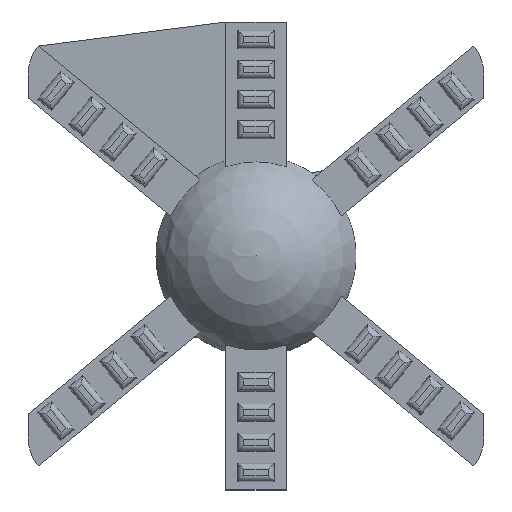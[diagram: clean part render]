
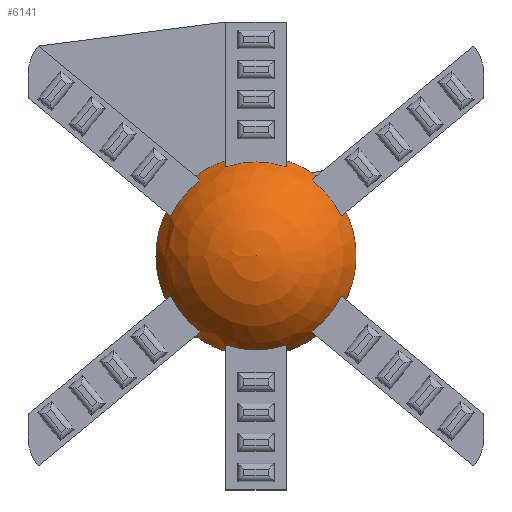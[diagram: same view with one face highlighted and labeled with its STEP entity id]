
A CAD part, top view. The second image highlights one B-rep face of the part: STEP entity #6141.
In plain terms, the highlighted spherical face has radius 22.86 mm.
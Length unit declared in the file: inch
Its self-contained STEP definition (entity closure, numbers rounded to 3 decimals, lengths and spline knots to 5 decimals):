
#15=SPHERICAL_SURFACE('',#6627,0.9);
#519=FACE_OUTER_BOUND('',#956,.T.);
#956=EDGE_LOOP('',(#4407,#4408,#4409,#4410,#4411,#4412,#4413,#4414,#4415,
#4416,#4417,#4418,#4419,#4420,#4421,#4422,#4423,#4424,#4425,#4426,#4427,
#4428,#4429,#4430,#4431,#4432,#4433));
#1395=CIRCLE('',#6506,0.8791);
#1396=CIRCLE('',#6508,0.77942);
#1435=CIRCLE('',#6626,0.8791);
#1436=CIRCLE('',#6628,0.82916);
#1437=CIRCLE('',#6629,0.86458);
#1438=CIRCLE('',#6630,0.77942);
#1439=CIRCLE('',#6631,0.86458);
#1440=CIRCLE('',#6632,0.82916);
#1441=CIRCLE('',#6633,0.8791);
#1442=CIRCLE('',#6634,0.77942);
#1443=CIRCLE('',#6635,0.8791);
#1444=CIRCLE('',#6636,0.82916);
#1445=CIRCLE('',#6637,0.9);
#1446=CIRCLE('',#6638,0.82916);
#1447=CIRCLE('',#6639,0.8791);
#1448=CIRCLE('',#6640,0.77942);
#1449=CIRCLE('',#6641,0.8791);
#1450=CIRCLE('',#6642,0.82916);
#1451=CIRCLE('',#6643,0.86458);
#1452=CIRCLE('',#6644,0.77942);
#1453=CIRCLE('',#6645,0.86458);
#1454=CIRCLE('',#6646,0.82916);
#1455=CIRCLE('',#6647,0.8791);
#1456=CIRCLE('',#6648,0.77942);
#1457=CIRCLE('',#6649,0.8791);
#1458=CIRCLE('',#6650,0.82916);
#2706=VERTEX_POINT('',#9346);
#2707=VERTEX_POINT('',#9348);
#2709=VERTEX_POINT('',#9354);
#2794=VERTEX_POINT('',#9746);
#2795=VERTEX_POINT('',#9750);
#2796=VERTEX_POINT('',#9752);
#2797=VERTEX_POINT('',#9754);
#2798=VERTEX_POINT('',#9756);
#2799=VERTEX_POINT('',#9758);
#2800=VERTEX_POINT('',#9760);
#2801=VERTEX_POINT('',#9762);
#2802=VERTEX_POINT('',#9764);
#2803=VERTEX_POINT('',#9766);
#2804=VERTEX_POINT('',#9768);
#2805=VERTEX_POINT('',#9770);
#2806=VERTEX_POINT('',#9772);
#2807=VERTEX_POINT('',#9774);
#2808=VERTEX_POINT('',#9776);
#2809=VERTEX_POINT('',#9778);
#2810=VERTEX_POINT('',#9780);
#2811=VERTEX_POINT('',#9782);
#2812=VERTEX_POINT('',#9784);
#2813=VERTEX_POINT('',#9786);
#2814=VERTEX_POINT('',#9788);
#2815=VERTEX_POINT('',#9790);
#2816=VERTEX_POINT('',#9792);
#3252=EDGE_CURVE('',#2707,#2706,#1395,.T.);
#3256=EDGE_CURVE('',#2706,#2709,#1396,.T.);
#3391=EDGE_CURVE('',#2709,#2794,#1435,.T.);
#3393=EDGE_CURVE('',#2794,#2795,#1436,.T.);
#3394=EDGE_CURVE('',#2796,#2795,#1437,.T.);
#3395=EDGE_CURVE('',#2797,#2796,#1438,.T.);
#3396=EDGE_CURVE('',#2798,#2797,#1439,.T.);
#3397=EDGE_CURVE('',#2798,#2799,#1440,.T.);
#3398=EDGE_CURVE('',#2799,#2800,#1441,.T.);
#3399=EDGE_CURVE('',#2800,#2801,#1442,.T.);
#3400=EDGE_CURVE('',#2801,#2802,#1443,.T.);
#3401=EDGE_CURVE('',#2802,#2803,#1444,.T.);
#3402=EDGE_CURVE('',#2804,#2803,#1445,.T.);
#3403=EDGE_CURVE('',#2803,#2805,#1446,.T.);
#3404=EDGE_CURVE('',#2806,#2805,#1447,.T.);
#3405=EDGE_CURVE('',#2807,#2806,#1448,.T.);
#3406=EDGE_CURVE('',#2808,#2807,#1449,.T.);
#3407=EDGE_CURVE('',#2808,#2809,#1450,.T.);
#3408=EDGE_CURVE('',#2810,#2809,#1451,.T.);
#3409=EDGE_CURVE('',#2811,#2810,#1452,.T.);
#3410=EDGE_CURVE('',#2812,#2811,#1453,.T.);
#3411=EDGE_CURVE('',#2812,#2813,#1454,.T.);
#3412=EDGE_CURVE('',#2813,#2814,#1455,.T.);
#3413=EDGE_CURVE('',#2814,#2815,#1456,.T.);
#3414=EDGE_CURVE('',#2815,#2816,#1457,.T.);
#3415=EDGE_CURVE('',#2816,#2707,#1458,.T.);
#4407=ORIENTED_EDGE('',*,*,#3252,.T.);
#4408=ORIENTED_EDGE('',*,*,#3256,.T.);
#4409=ORIENTED_EDGE('',*,*,#3391,.T.);
#4410=ORIENTED_EDGE('',*,*,#3393,.T.);
#4411=ORIENTED_EDGE('',*,*,#3394,.F.);
#4412=ORIENTED_EDGE('',*,*,#3395,.F.);
#4413=ORIENTED_EDGE('',*,*,#3396,.F.);
#4414=ORIENTED_EDGE('',*,*,#3397,.T.);
#4415=ORIENTED_EDGE('',*,*,#3398,.T.);
#4416=ORIENTED_EDGE('',*,*,#3399,.T.);
#4417=ORIENTED_EDGE('',*,*,#3400,.T.);
#4418=ORIENTED_EDGE('',*,*,#3401,.T.);
#4419=ORIENTED_EDGE('',*,*,#3402,.F.);
#4420=ORIENTED_EDGE('',*,*,#3402,.T.);
#4421=ORIENTED_EDGE('',*,*,#3403,.T.);
#4422=ORIENTED_EDGE('',*,*,#3404,.F.);
#4423=ORIENTED_EDGE('',*,*,#3405,.F.);
#4424=ORIENTED_EDGE('',*,*,#3406,.F.);
#4425=ORIENTED_EDGE('',*,*,#3407,.T.);
#4426=ORIENTED_EDGE('',*,*,#3408,.F.);
#4427=ORIENTED_EDGE('',*,*,#3409,.F.);
#4428=ORIENTED_EDGE('',*,*,#3410,.F.);
#4429=ORIENTED_EDGE('',*,*,#3411,.T.);
#4430=ORIENTED_EDGE('',*,*,#3412,.T.);
#4431=ORIENTED_EDGE('',*,*,#3413,.T.);
#4432=ORIENTED_EDGE('',*,*,#3414,.T.);
#4433=ORIENTED_EDGE('',*,*,#3415,.T.);
#6141=ADVANCED_FACE('',(#519),#15,.T.);
#6506=AXIS2_PLACEMENT_3D('',#9349,#7292,#7293);
#6508=AXIS2_PLACEMENT_3D('',#9357,#7299,#7300);
#6626=AXIS2_PLACEMENT_3D('',#9747,#7615,#7616);
#6627=AXIS2_PLACEMENT_3D('',#9749,#7618,#7619);
#6628=AXIS2_PLACEMENT_3D('',#9751,#7620,#7621);
#6629=AXIS2_PLACEMENT_3D('',#9753,#7622,#7623);
#6630=AXIS2_PLACEMENT_3D('',#9755,#7624,#7625);
#6631=AXIS2_PLACEMENT_3D('',#9757,#7626,#7627);
#6632=AXIS2_PLACEMENT_3D('',#9759,#7628,#7629);
#6633=AXIS2_PLACEMENT_3D('',#9761,#7630,#7631);
#6634=AXIS2_PLACEMENT_3D('',#9763,#7632,#7633);
#6635=AXIS2_PLACEMENT_3D('',#9765,#7634,#7635);
#6636=AXIS2_PLACEMENT_3D('',#9767,#7636,#7637);
#6637=AXIS2_PLACEMENT_3D('',#9769,#7638,#7639);
#6638=AXIS2_PLACEMENT_3D('',#9771,#7640,#7641);
#6639=AXIS2_PLACEMENT_3D('',#9773,#7642,#7643);
#6640=AXIS2_PLACEMENT_3D('',#9775,#7644,#7645);
#6641=AXIS2_PLACEMENT_3D('',#9777,#7646,#7647);
#6642=AXIS2_PLACEMENT_3D('',#9779,#7648,#7649);
#6643=AXIS2_PLACEMENT_3D('',#9781,#7650,#7651);
#6644=AXIS2_PLACEMENT_3D('',#9783,#7652,#7653);
#6645=AXIS2_PLACEMENT_3D('',#9785,#7654,#7655);
#6646=AXIS2_PLACEMENT_3D('',#9787,#7656,#7657);
#6647=AXIS2_PLACEMENT_3D('',#9789,#7658,#7659);
#6648=AXIS2_PLACEMENT_3D('',#9791,#7660,#7661);
#6649=AXIS2_PLACEMENT_3D('',#9793,#7662,#7663);
#6650=AXIS2_PLACEMENT_3D('',#9794,#7664,#7665);
#7292=DIRECTION('center_axis',(0.636,-0.771,0.));
#7293=DIRECTION('ref_axis',(0.,0.,1.));
#7299=DIRECTION('center_axis',(0.,0.,1.));
#7300=DIRECTION('ref_axis',(0.,1.,0.));
#7615=DIRECTION('center_axis',(-0.636,0.771,0.));
#7616=DIRECTION('ref_axis',(0.,0.,-1.));
#7618=DIRECTION('center_axis',(0.,0.,1.));
#7619=DIRECTION('ref_axis',(1.,0.,0.));
#7620=DIRECTION('center_axis',(0.,0.,1.));
#7621=DIRECTION('ref_axis',(0.,1.,0.));
#7622=DIRECTION('center_axis',(-1.,0.,0.));
#7623=DIRECTION('ref_axis',(0.,0.,1.));
#7624=DIRECTION('center_axis',(0.,0.,-1.));
#7625=DIRECTION('ref_axis',(0.,1.,0.));
#7626=DIRECTION('center_axis',(1.,0.,0.));
#7627=DIRECTION('ref_axis',(0.,0.,-1.));
#7628=DIRECTION('center_axis',(0.,0.,1.));
#7629=DIRECTION('ref_axis',(0.,1.,0.));
#7630=DIRECTION('center_axis',(0.636,0.771,0.));
#7631=DIRECTION('ref_axis',(0.,0.,-1.));
#7632=DIRECTION('center_axis',(0.,0.,1.));
#7633=DIRECTION('ref_axis',(0.,1.,0.));
#7634=DIRECTION('center_axis',(-0.636,-0.771,0.));
#7635=DIRECTION('ref_axis',(0.,0.,1.));
#7636=DIRECTION('center_axis',(0.,0.,1.));
#7637=DIRECTION('ref_axis',(0.,1.,0.));
#7638=DIRECTION('center_axis',(0.,-1.,0.));
#7639=DIRECTION('ref_axis',(-1.,0.,0.));
#7640=DIRECTION('center_axis',(0.,0.,1.));
#7641=DIRECTION('ref_axis',(0.,1.,0.));
#7642=DIRECTION('center_axis',(0.636,-0.771,0.));
#7643=DIRECTION('ref_axis',(0.,0.,-1.));
#7644=DIRECTION('center_axis',(0.,0.,-1.));
#7645=DIRECTION('ref_axis',(0.,1.,0.));
#7646=DIRECTION('center_axis',(-0.636,0.771,0.));
#7647=DIRECTION('ref_axis',(0.,0.,1.));
#7648=DIRECTION('center_axis',(0.,0.,1.));
#7649=DIRECTION('ref_axis',(0.,1.,0.));
#7650=DIRECTION('center_axis',(1.,0.,0.));
#7651=DIRECTION('ref_axis',(0.,0.,-1.));
#7652=DIRECTION('center_axis',(0.,0.,-1.));
#7653=DIRECTION('ref_axis',(0.,1.,0.));
#7654=DIRECTION('center_axis',(-1.,0.,0.));
#7655=DIRECTION('ref_axis',(0.,0.,1.));
#7656=DIRECTION('center_axis',(0.,0.,1.));
#7657=DIRECTION('ref_axis',(0.,1.,0.));
#7658=DIRECTION('center_axis',(-0.636,-0.771,0.));
#7659=DIRECTION('ref_axis',(0.,0.,1.));
#7660=DIRECTION('center_axis',(0.,0.,1.));
#7661=DIRECTION('ref_axis',(0.,1.,0.));
#7662=DIRECTION('center_axis',(0.636,0.771,0.));
#7663=DIRECTION('ref_axis',(0.,0.,-1.));
#7664=DIRECTION('center_axis',(0.,0.,1.));
#7665=DIRECTION('ref_axis',(0.,1.,0.));
#9346=CARTESIAN_POINT('',(0.70526,0.33184,0.35));
#9348=CARTESIAN_POINT('',(0.74477,0.36444,0.25));
#9349=CARTESIAN_POINT('Origin',(0.12272,-0.14875,-0.1));
#9354=CARTESIAN_POINT('',(0.45981,0.62934,0.35));
#9357=CARTESIAN_POINT('Origin',(0.,0.,0.35));
#9746=CARTESIAN_POINT('',(0.49933,0.66195,0.25));
#9747=CARTESIAN_POINT('Origin',(-0.12272,0.14875,-0.1));
#9749=CARTESIAN_POINT('Origin',(0.,0.,-0.1));
#9750=CARTESIAN_POINT('',(0.25,0.79057,0.25));
#9751=CARTESIAN_POINT('Origin',(0.,0.,0.25));
#9752=CARTESIAN_POINT('',(0.25,0.73824,0.35));
#9753=CARTESIAN_POINT('Origin',(0.25,0.,-0.1));
#9754=CARTESIAN_POINT('',(-0.25,0.73824,0.35));
#9755=CARTESIAN_POINT('Origin',(0.,0.,0.35));
#9756=CARTESIAN_POINT('',(-0.25,0.79057,0.25));
#9757=CARTESIAN_POINT('Origin',(-0.25,0.,-0.1));
#9758=CARTESIAN_POINT('',(-0.49933,0.66195,0.25));
#9759=CARTESIAN_POINT('Origin',(0.,0.,0.25));
#9760=CARTESIAN_POINT('',(-0.45981,0.62934,0.35));
#9761=CARTESIAN_POINT('Origin',(0.12272,0.14875,-0.1));
#9762=CARTESIAN_POINT('',(-0.70526,0.33184,0.35));
#9763=CARTESIAN_POINT('Origin',(0.,0.,0.35));
#9764=CARTESIAN_POINT('',(-0.74477,0.36444,0.25));
#9765=CARTESIAN_POINT('Origin',(-0.12272,-0.14875,-0.1));
#9766=CARTESIAN_POINT('',(-0.82916,0.,0.25));
#9767=CARTESIAN_POINT('Origin',(0.,0.,0.25));
#9768=CARTESIAN_POINT('',(0.,0.,0.8));
#9769=CARTESIAN_POINT('Origin',(0.,0.,-0.1));
#9770=CARTESIAN_POINT('',(-0.74477,-0.36444,0.25));
#9771=CARTESIAN_POINT('Origin',(0.,0.,0.25));
#9772=CARTESIAN_POINT('',(-0.70526,-0.33184,0.35));
#9773=CARTESIAN_POINT('Origin',(-0.12272,0.14875,-0.1));
#9774=CARTESIAN_POINT('',(-0.45981,-0.62934,0.35));
#9775=CARTESIAN_POINT('Origin',(0.,0.,0.35));
#9776=CARTESIAN_POINT('',(-0.49933,-0.66195,0.25));
#9777=CARTESIAN_POINT('Origin',(0.12272,-0.14875,-0.1));
#9778=CARTESIAN_POINT('',(-0.25,-0.79057,0.25));
#9779=CARTESIAN_POINT('Origin',(0.,0.,0.25));
#9780=CARTESIAN_POINT('',(-0.25,-0.73824,0.35));
#9781=CARTESIAN_POINT('Origin',(-0.25,0.,-0.1));
#9782=CARTESIAN_POINT('',(0.25,-0.73824,0.35));
#9783=CARTESIAN_POINT('Origin',(0.,0.,0.35));
#9784=CARTESIAN_POINT('',(0.25,-0.79057,0.25));
#9785=CARTESIAN_POINT('Origin',(0.25,0.,-0.1));
#9786=CARTESIAN_POINT('',(0.49933,-0.66195,0.25));
#9787=CARTESIAN_POINT('Origin',(0.,0.,0.25));
#9788=CARTESIAN_POINT('',(0.45981,-0.62934,0.35));
#9789=CARTESIAN_POINT('Origin',(-0.12272,-0.14875,-0.1));
#9790=CARTESIAN_POINT('',(0.70526,-0.33184,0.35));
#9791=CARTESIAN_POINT('Origin',(0.,0.,0.35));
#9792=CARTESIAN_POINT('',(0.74477,-0.36444,0.25));
#9793=CARTESIAN_POINT('Origin',(0.12272,0.14875,-0.1));
#9794=CARTESIAN_POINT('Origin',(0.,0.,0.25));
